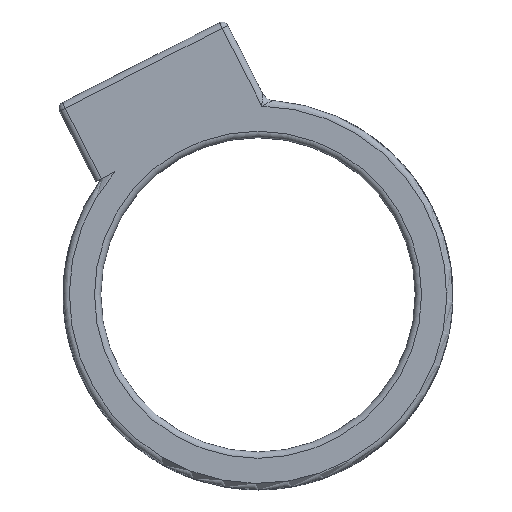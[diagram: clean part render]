
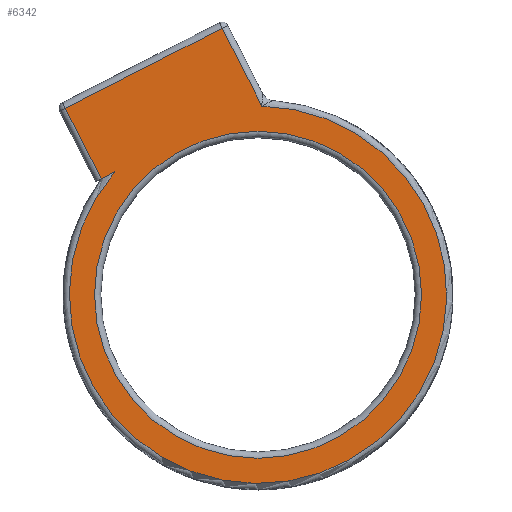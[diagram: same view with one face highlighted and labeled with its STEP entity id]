
A CAD part, top view. The second image highlights one B-rep face of the part: STEP entity #6342.
In plain terms, the highlighted planar face has unit normal (0, 0, 1).
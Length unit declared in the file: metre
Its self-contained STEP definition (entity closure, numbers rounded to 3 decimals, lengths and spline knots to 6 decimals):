
#165=PLANE('',#6843);
#370=LINE('',#9607,#802);
#371=LINE('',#9610,#803);
#372=LINE('',#9612,#804);
#373=LINE('',#9616,#805);
#802=VECTOR('',#7484,1.);
#803=VECTOR('',#7485,1.);
#804=VECTOR('',#7486,1.);
#805=VECTOR('',#7489,1.);
#1234=CIRCLE('',#6844,0.013);
#1235=CIRCLE('',#6845,0.015);
#1710=ORIENTED_EDGE('',*,*,#3695,.T.);
#1711=ORIENTED_EDGE('',*,*,#3696,.T.);
#1712=ORIENTED_EDGE('',*,*,#3697,.T.);
#1713=ORIENTED_EDGE('',*,*,#3698,.T.);
#1714=ORIENTED_EDGE('',*,*,#3699,.T.);
#1715=ORIENTED_EDGE('',*,*,#3700,.T.);
#3695=EDGE_CURVE('',#4689,#4689,#1234,.F.);
#3696=EDGE_CURVE('',#4690,#4691,#370,.T.);
#3697=EDGE_CURVE('',#4691,#4692,#371,.T.);
#3698=EDGE_CURVE('',#4692,#4693,#372,.T.);
#3699=EDGE_CURVE('',#4693,#4694,#1235,.T.);
#3700=EDGE_CURVE('',#4694,#4690,#373,.T.);
#4689=VERTEX_POINT('',#9606);
#4690=VERTEX_POINT('',#9608);
#4691=VERTEX_POINT('',#9609);
#4692=VERTEX_POINT('',#9611);
#4693=VERTEX_POINT('',#9613);
#4694=VERTEX_POINT('',#9615);
#5443=EDGE_LOOP('',(#1710));
#5444=EDGE_LOOP('',(#1711,#1712,#1713,#1714,#1715));
#5867=FACE_BOUND('',#5443,.T.);
#5868=FACE_BOUND('',#5444,.T.);
#6342=ADVANCED_FACE('',(#5867,#5868),#165,.T.);
#6843=AXIS2_PLACEMENT_3D('',#9604,#7480,#7481);
#6844=AXIS2_PLACEMENT_3D('',#9605,#7482,#7483);
#6845=AXIS2_PLACEMENT_3D('',#9614,#7487,#7488);
#7480=DIRECTION('',(0.,0.,1.));
#7481=DIRECTION('',(1.,0.,0.));
#7482=DIRECTION('',(0.,0.,1.));
#7483=DIRECTION('',(1.,0.,0.));
#7484=DIRECTION('',(-0.891,-0.454,0.));
#7485=DIRECTION('',(0.454,-0.891,0.));
#7486=DIRECTION('',(0.891,0.454,0.));
#7487=DIRECTION('',(0.,0.,1.));
#7488=DIRECTION('',(1.,0.,0.));
#7489=DIRECTION('',(-0.454,0.891,0.));
#9604=CARTESIAN_POINT('',(0.,0.,0.006));
#9605=CARTESIAN_POINT('',(0.,0.,0.006));
#9606=CARTESIAN_POINT('',(0.013,0.,0.006));
#9607=CARTESIAN_POINT('',(-0.015766,0.014604,0.006));
#9608=CARTESIAN_POINT('',(-0.002846,0.021187,0.006));
#9609=CARTESIAN_POINT('',(-0.01532,0.014831,0.006));
#9610=CARTESIAN_POINT('',(-0.012461,0.009221,0.006));
#9611=CARTESIAN_POINT('',(-0.012461,0.009221,0.006));
#9612=CARTESIAN_POINT('',(-0.007278,0.011862,0.006));
#9613=CARTESIAN_POINT('',(-0.011381,0.009771,0.006));
#9614=CARTESIAN_POINT('',(0.,0.,0.006));
#9615=CARTESIAN_POINT('',(0.000308,0.014997,0.006));
#9616=CARTESIAN_POINT('',(-0.003073,0.021632,0.006));
